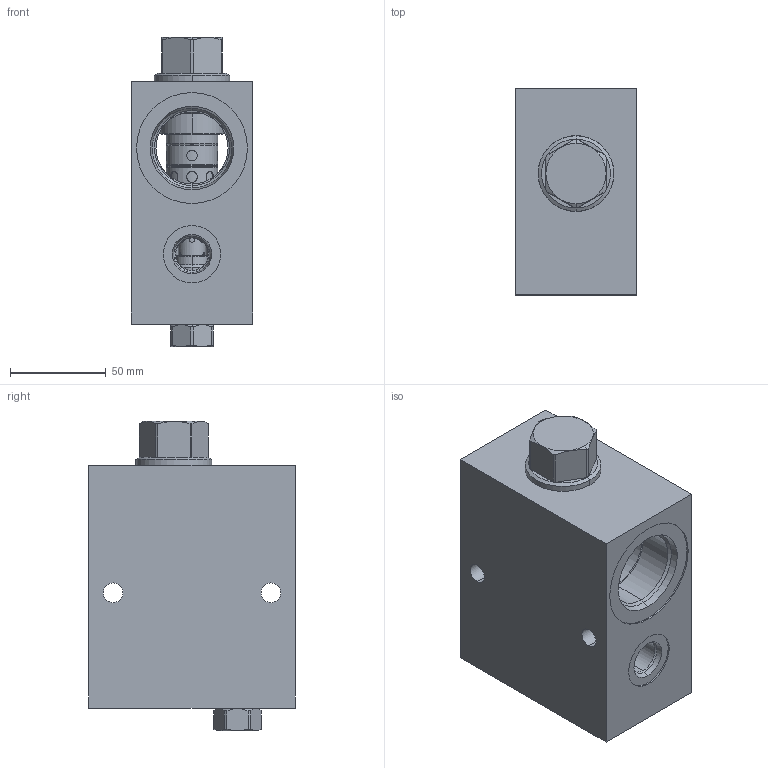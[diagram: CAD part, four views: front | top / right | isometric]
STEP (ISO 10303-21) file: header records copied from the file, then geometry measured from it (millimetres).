
FILE_DESCRIPTION((''),'2;1');
FILE_NAME('YCHEXCNAN_ASM','2024-01-11T',('ProEService'),(''),'PRO/ENGINEER BY PARAMETRIC TECHNOLOGY CORPORATION, 2014200','PRO/ENGINEER BY PARAMETRIC TECHNOLOGY CORPORATION, 2014200','');
FILE_SCHEMA(('CONFIG_CONTROL_DESIGN'));
Length unit declared in the file: inch
Products named in the file (4): 150-774-006; CXHAXCN; CODAXCN; YCHEXCNAN_ASM
Assembly tree (3 placements, depth 2):
  YCHEXCNAN_ASM
    150-774-006
    CXHAXCN
    CODAXCN
Bounding box: 63.5 x 107.95 x 161.93 mm (x, y, z)
Volume: 694055.6 mm3; surface area: 108470.9 mm2
Topology: 7 solids, 9 shells, 487 faces, 1319 edges, 996 vertices
Faces by surface type: cylinder 237, cone 108, plane 70, torus 54, revolution 18
Entity records: 18701 total; most frequent: CARTESIAN_POINT 6519, DIRECTION 2620, ORIENTED_EDGE 2152, EDGE_CURVE 1076, AXIS2_PLACEMENT_3D 1000, VERTEX_POINT 641, VECTOR 602, LINE 602
